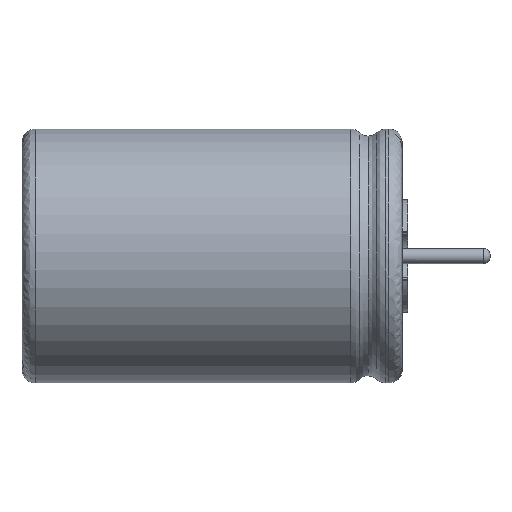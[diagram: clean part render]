
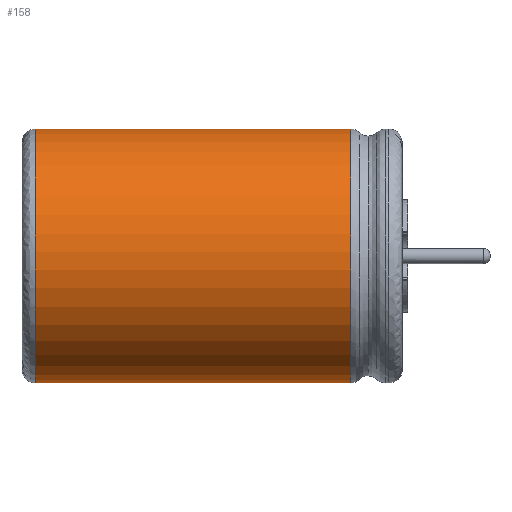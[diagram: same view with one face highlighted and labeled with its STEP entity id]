
A CAD part, left-side view. The second image highlights one B-rep face of the part: STEP entity #158.
In plain terms, the highlighted free-form (B-spline) face has degree [2, 1] with [9, 2] control points.
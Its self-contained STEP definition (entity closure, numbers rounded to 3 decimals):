
#158=ADVANCED_FACE('',(#250),#1423,.T.);
#250=FACE_OUTER_BOUND('',#344,.T.);
#344=EDGE_LOOP('',(#560,#561,#562,#563,#564,#565));
#560=ORIENTED_EDGE('',*,*,#901,.T.);
#561=ORIENTED_EDGE('',*,*,#884,.F.);
#562=ORIENTED_EDGE('',*,*,#891,.T.);
#563=ORIENTED_EDGE('',*,*,#889,.T.);
#564=ORIENTED_EDGE('',*,*,#885,.T.);
#565=ORIENTED_EDGE('',*,*,#903,.F.);
#884=EDGE_CURVE('',#1310,#1311,#1182,.T.);
#885=EDGE_CURVE('',#1312,#1323,#1183,.T.);
#889=EDGE_CURVE('',#1313,#1312,#1187,.T.);
#891=EDGE_CURVE('',#1310,#1313,#1189,.T.);
#901=EDGE_CURVE('',#1322,#1311,#1193,.T.);
#903=EDGE_CURVE('',#1322,#1323,#1194,.T.);
#1182=(
BOUNDED_CURVE()
B_SPLINE_CURVE(2,(#4560,#4561,#4562,#4563,#4564),.UNSPECIFIED.,.F.,.F.)
B_SPLINE_CURVE_WITH_KNOTS((3,2,3),(0.,7.894,15.788),
 .UNSPECIFIED.)
CURVE()
GEOMETRIC_REPRESENTATION_ITEM()
RATIONAL_B_SPLINE_CURVE((1.,0.707,1.,0.707,1.))
REPRESENTATION_ITEM('')
);
#1183=(
BOUNDED_CURVE()
B_SPLINE_CURVE(2,(#4565,#4566,#4567),.UNSPECIFIED.,.F.,.F.)
B_SPLINE_CURVE_WITH_KNOTS((3,3),(0.,6.371),.UNSPECIFIED.)
CURVE()
GEOMETRIC_REPRESENTATION_ITEM()
RATIONAL_B_SPLINE_CURVE((1.,0.806,1.))
REPRESENTATION_ITEM('')
);
#1187=(
BOUNDED_CURVE()
B_SPLINE_CURVE(2,(#4577,#4578,#4579,#4580,#4581),.UNSPECIFIED.,.F.,.F.)
B_SPLINE_CURVE_WITH_KNOTS((3,2,3),(0.,7.894,15.788),
 .UNSPECIFIED.)
CURVE()
GEOMETRIC_REPRESENTATION_ITEM()
RATIONAL_B_SPLINE_CURVE((1.,0.707,1.,0.707,1.))
REPRESENTATION_ITEM('')
);
#1189=(
BOUNDED_CURVE()
B_SPLINE_CURVE(1,(#4587,#4588),.UNSPECIFIED.,.F.,.F.)
B_SPLINE_CURVE_WITH_KNOTS((2,2),(0.,12.48),.UNSPECIFIED.)
CURVE()
GEOMETRIC_REPRESENTATION_ITEM()
RATIONAL_B_SPLINE_CURVE((1.,1.))
REPRESENTATION_ITEM('')
);
#1193=(
BOUNDED_CURVE()
B_SPLINE_CURVE(2,(#4626,#4627,#4628),.UNSPECIFIED.,.F.,.F.)
B_SPLINE_CURVE_WITH_KNOTS((3,3),(8.433,14.137),
 .UNSPECIFIED.)
CURVE()
GEOMETRIC_REPRESENTATION_ITEM()
RATIONAL_B_SPLINE_CURVE((1.,0.806,1.))
REPRESENTATION_ITEM('')
);
#1194=(
BOUNDED_CURVE()
B_SPLINE_CURVE(1,(#4635,#4636),.UNSPECIFIED.,.F.,.F.)
B_SPLINE_CURVE_WITH_KNOTS((2,2),(2.585,15.064),
 .UNSPECIFIED.)
CURVE()
GEOMETRIC_REPRESENTATION_ITEM()
RATIONAL_B_SPLINE_CURVE((1.,1.))
REPRESENTATION_ITEM('')
);
#1310=VERTEX_POINT('',#4451);
#1311=VERTEX_POINT('',#4452);
#1312=VERTEX_POINT('',#4453);
#1313=VERTEX_POINT('',#4454);
#1322=VERTEX_POINT('',#4463);
#1323=VERTEX_POINT('',#4464);
#1423=(
BOUNDED_SURFACE()
B_SPLINE_SURFACE(2,1,((#2909,#2910),(#2911,#2912),(#2913,#2914),(#2915,
#2916),(#2917,#2918),(#2919,#2920),(#2921,#2922),(#2923,#2924),(#2925,#2926)),
 .UNSPECIFIED.,.T.,.F.,.F.)
B_SPLINE_SURFACE_WITH_KNOTS((3,2,2,2,3),(2,2),(0.,7.069,14.137,
22.031,29.925),(0.,12.48),.UNSPECIFIED.)
GEOMETRIC_REPRESENTATION_ITEM()
RATIONAL_B_SPLINE_SURFACE(((1.,1.),(0.707,0.707),
(1.,1.),(0.707,0.707),(1.,1.),(0.707,
0.707),(1.,1.),(0.707,0.707),(1.,1.)))
REPRESENTATION_ITEM('')
SURFACE()
);
#2909=CARTESIAN_POINT('',(0.,2.52,5.025));
#2910=CARTESIAN_POINT('',(0.,15.,5.025));
#2911=CARTESIAN_POINT('',(5.025,2.52,5.025));
#2912=CARTESIAN_POINT('',(5.025,15.,5.025));
#2913=CARTESIAN_POINT('',(5.025,2.52,0.));
#2914=CARTESIAN_POINT('',(5.025,15.,0.));
#2915=CARTESIAN_POINT('',(5.025,2.52,-5.025));
#2916=CARTESIAN_POINT('',(5.025,15.,-5.025));
#2917=CARTESIAN_POINT('',(0.,2.52,-5.025));
#2918=CARTESIAN_POINT('',(0.,15.,-5.025));
#2919=CARTESIAN_POINT('',(-5.025,2.52,-5.025));
#2920=CARTESIAN_POINT('',(-5.025,15.,-5.025));
#2921=CARTESIAN_POINT('',(-5.025,2.52,0.));
#2922=CARTESIAN_POINT('',(-5.025,15.,0.));
#2923=CARTESIAN_POINT('',(-5.025,2.52,5.025));
#2924=CARTESIAN_POINT('',(-5.025,15.,5.025));
#2925=CARTESIAN_POINT('',(0.,2.52,5.025));
#2926=CARTESIAN_POINT('',(0.,15.,5.025));
#4451=CARTESIAN_POINT('',(0.,2.52,5.025));
#4452=CARTESIAN_POINT('',(0.,2.52,-5.025));
#4453=CARTESIAN_POINT('',(0.,15.,-5.025));
#4454=CARTESIAN_POINT('',(0.,15.,5.025));
#4463=CARTESIAN_POINT('',(4.796,2.52,-1.5));
#4464=CARTESIAN_POINT('',(4.796,15.,-1.5));
#4560=CARTESIAN_POINT('',(0.,2.52,5.025));
#4561=CARTESIAN_POINT('',(-5.025,2.52,5.025));
#4562=CARTESIAN_POINT('',(-5.025,2.52,0.));
#4563=CARTESIAN_POINT('',(-5.025,2.52,-5.025));
#4564=CARTESIAN_POINT('',(0.,2.52,-5.025));
#4565=CARTESIAN_POINT('',(0.,15.,-5.025));
#4566=CARTESIAN_POINT('',(3.694,15.,-5.025));
#4567=CARTESIAN_POINT('',(4.796,15.,-1.5));
#4577=CARTESIAN_POINT('',(0.,15.,5.025));
#4578=CARTESIAN_POINT('',(-5.025,15.,5.025));
#4579=CARTESIAN_POINT('',(-5.025,15.,0.));
#4580=CARTESIAN_POINT('',(-5.025,15.,-5.025));
#4581=CARTESIAN_POINT('',(0.,15.,-5.025));
#4587=CARTESIAN_POINT('',(0.,2.52,5.025));
#4588=CARTESIAN_POINT('',(0.,15.,5.025));
#4626=CARTESIAN_POINT('',(4.796,2.52,-1.5));
#4627=CARTESIAN_POINT('',(3.694,2.52,-5.025));
#4628=CARTESIAN_POINT('',(0.,2.52,-5.025));
#4635=CARTESIAN_POINT('',(4.796,2.52,-1.5));
#4636=CARTESIAN_POINT('',(4.796,15.,-1.5));
